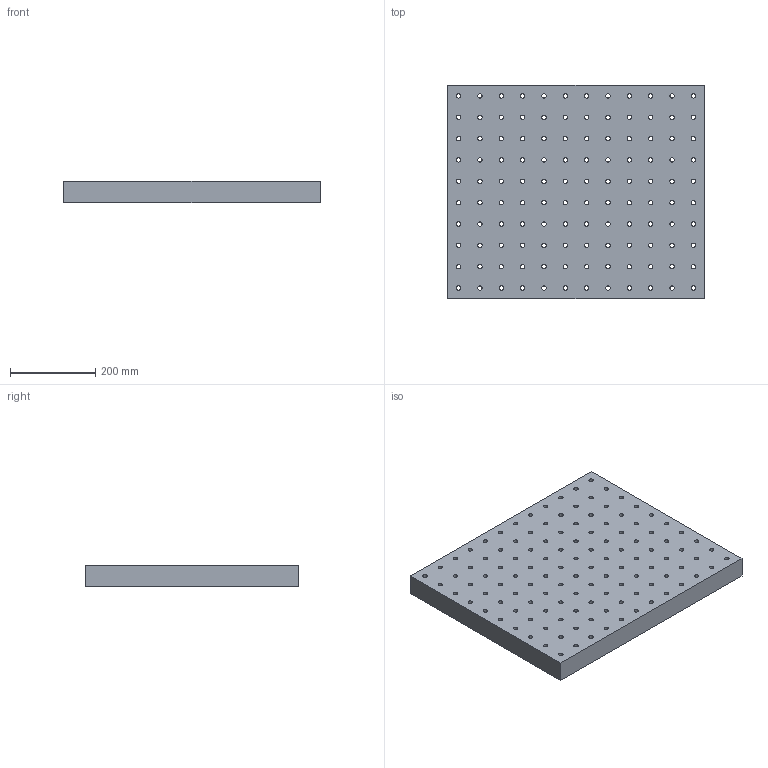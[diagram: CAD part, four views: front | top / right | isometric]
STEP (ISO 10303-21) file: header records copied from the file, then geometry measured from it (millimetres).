
FILE_DESCRIPTION( ( 'Unknown' ), '1' );
FILE_NAME( 'BP02-50500-0600-12.stp', 'Unknown', ( 'S.C.H' ), ( 'Unknown' ), 'XStep 1.0', 'Unknown', ' ' );
FILE_SCHEMA( ( 'CONFIG_CONTROL_DESIGN' ) );
Length unit declared in the file: millimetre
Products named in the file (1): 1
Bounding box: 600 x 500 x 50 mm (x, y, z)
Volume: 14518717.9 mm3; surface area: 881242.3 mm2
Topology: 1 solids, 1 shells, 126 faces, 492 edges, 368 vertices
Faces by surface type: cylinder 120, plane 6
Full cylindrical faces by diameter (mm): 10.106 x120
Entity records: 4280 total; most frequent: DIRECTION 746, CARTESIAN_POINT 627, ORIENTED_EDGE 504, EDGE_LOOP 486, AXIS2_PLACEMENT_3D 367, EDGE_CURVE 252, VERTEX_POINT 248, FACE_OUTER_BOUND 246
